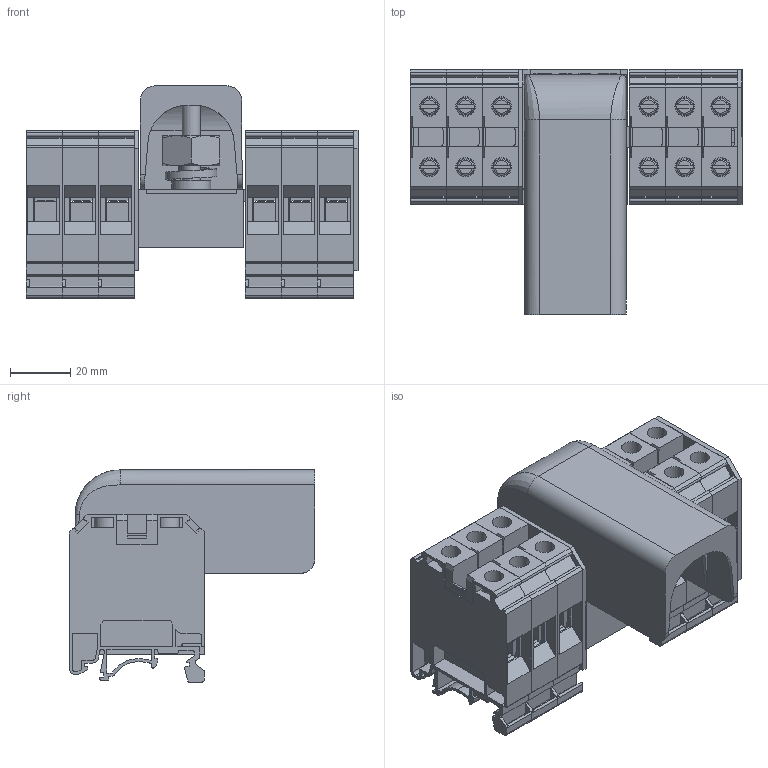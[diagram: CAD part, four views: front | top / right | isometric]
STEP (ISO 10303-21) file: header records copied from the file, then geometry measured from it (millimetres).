
FILE_DESCRIPTION(/* description */ ('Unknown'),/* implementation_level */ '2;1');
FILE_NAME(/* name */ 'DBK150_25-1X6_3D',/* time_stamp */ '2023-01-13T16:34:57+05:00',/* author */ ('Unknown'),/* organization */ ('Unknown'),/* preprocessor_version */ 'ST-DEVELOPER v16.7',/* originating_system */ 'Solid Edge',/* authorisation */ 'Unknown');
FILE_SCHEMA (('AUTOMOTIVE_DESIGN {1 0 10303 214 3 1 1}'));
Length unit declared in the file: millimetre
Products named in the file (16): 3DBK150_25-1X6; 8DBK150-25C-1X6; 6INSBL150; 52BHDPBB185S; 52WFDPBB185; 52LFCST185W; 52NHCST185; 6LTINSBL150; 6KUT25CPC; KUT25_DBK150; 6KUT25H; 7KUT25CL; 52SWKUT25M; 52SI01_3.5X13_T1; KUT25C_DBK150; 6KUT25HC
Assembly tree (27 placements, depth 3):
  3DBK150_25-1X6
    8DBK150-25C-1X6
    6INSBL150
    52BHDPBB185S
    52WFDPBB185
    52LFCST185W
    52NHCST185
    6LTINSBL150
    6KUT25CPC  x2
    KUT25_DBK150
      6KUT25H
      7KUT25CL  x2
      52SWKUT25M  x2
    52SI01_3.5X13_T1  x2
    KUT25C_DBK150  x5
      6KUT25HC
      7KUT25CL
      52SWKUT25M
Bounding box: 110.6 x 81.88 x 70.7 mm (x, y, z)
Volume: 107786.6 mm3; surface area: 159374.5 mm2
Topology: 53 solids, 53 shells, 4853 faces, 13168 edges, 8666 vertices
Faces by surface type: plane 3784, cylinder 829, bspline 116, torus 82, cone 38, sphere 4
Full cylindrical faces by diameter (mm): 1.5 x6, 2 x16, 3 x4, 3.15 x4, 3.5 x18, 3.6 x2, 4.459 x24, 5 x24, 6 x1, 6.5 x12, 6.6 x2, 7.8 x12, 9 x2, 13 x2
Entity records: 64418 total; most frequent: CARTESIAN_POINT 13763, ORIENTED_EDGE 10544, DIRECTION 9552, EDGE_CURVE 5272, LINE 4386, VECTOR 4386, VERTEX_POINT 3516, AXIS2_PLACEMENT_3D 2583
